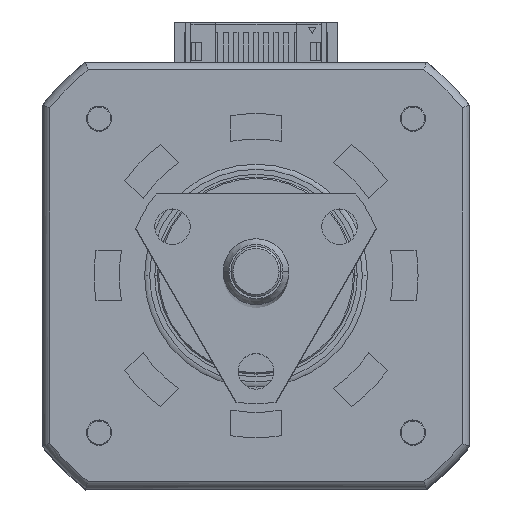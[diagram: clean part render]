
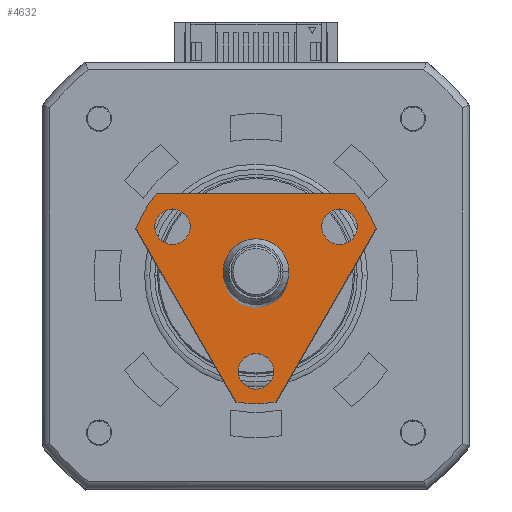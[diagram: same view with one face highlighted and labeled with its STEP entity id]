
A CAD part, top view. The second image highlights one B-rep face of the part: STEP entity #4632.
In plain terms, the highlighted planar face has unit normal (0, 0, 1).
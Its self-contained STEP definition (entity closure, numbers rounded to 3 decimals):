
#175 = DIRECTION ( 'NONE',  ( 0., 0., 1. ) ) ;
#291 = EDGE_CURVE ( 'NONE', #33950, #22512, #34719, .T. ) ;
#444 = ORIENTED_EDGE ( 'NONE', *, *, #30749, .F. ) ;
#453 = VERTEX_POINT ( 'NONE', #28382 ) ;
#711 = ORIENTED_EDGE ( 'NONE', *, *, #12886, .F. ) ;
#878 = ORIENTED_EDGE ( 'NONE', *, *, #291, .F. ) ;
#885 = FACE_BOUND ( 'NONE', #17530, .T. ) ;
#972 = LINE ( 'NONE', #11095, #22396 ) ;
#1583 = CARTESIAN_POINT ( 'NONE',  ( 7.775, 0., 34. ) ) ;
#1893 = CIRCLE ( 'NONE', #18134, 12.7 ) ;
#1969 = DIRECTION ( 'NONE',  ( 1., 0., 0. ) ) ;
#2252 = CIRCLE ( 'NONE', #33467, 3. ) ;
#2280 = VERTEX_POINT ( 'NONE', #8896 ) ;
#2381 = DIRECTION ( 'NONE',  ( 0., 0., -1. ) ) ;
#2440 = CARTESIAN_POINT ( 'NONE',  ( -3., 0., 34. ) ) ;
#2470 = AXIS2_PLACEMENT_3D ( 'NONE', #18298, #17828, #4217 ) ;
#2821 = ORIENTED_EDGE ( 'NONE', *, *, #9294, .F. ) ;
#3076 = DIRECTION ( 'NONE',  ( -0.866, -0.5, 0. ) ) ;
#3371 = ORIENTED_EDGE ( 'NONE', *, *, #22871, .F. ) ;
#3874 = DIRECTION ( 'NONE',  ( 0., 0., 1. ) ) ;
#4217 = DIRECTION ( 'NONE',  ( 1., 0., 0. ) ) ;
#4632 = ADVANCED_FACE ( 'NONE', ( #885, #27571, #16638, #13995, #8307 ), #32155, .F. ) ;
#4741 = VERTEX_POINT ( 'NONE', #2440 ) ;
#4899 = EDGE_CURVE ( 'NONE', #27547, #29544, #28859, .T. ) ;
#5045 = AXIS2_PLACEMENT_3D ( 'NONE', #27067, #21426, #15917 ) ;
#5357 = DIRECTION ( 'NONE',  ( 0., 0., 1. ) ) ;
#6031 = ORIENTED_EDGE ( 'NONE', *, *, #11165, .F. ) ;
#6122 = CARTESIAN_POINT ( 'NONE',  ( -8., -9.864, 34. ) ) ;
#6470 = EDGE_CURVE ( 'NONE', #25778, #23555, #14393, .T. ) ;
#6538 = CARTESIAN_POINT ( 'NONE',  ( -8., 9.864, 34. ) ) ;
#7297 = CIRCLE ( 'NONE', #33940, 12.7 ) ;
#7480 = DIRECTION ( 'NONE',  ( -1., 0., 0. ) ) ;
#7513 = DIRECTION ( 'NONE',  ( 0., 0., -1. ) ) ;
#7676 = ORIENTED_EDGE ( 'NONE', *, *, #30522, .F. ) ;
#7773 = CARTESIAN_POINT ( 'NONE',  ( 0., 0., 34. ) ) ;
#7934 = CARTESIAN_POINT ( 'NONE',  ( 0., 0., 34. ) ) ;
#8085 = EDGE_LOOP ( 'NONE', ( #2821, #878 ) ) ;
#8305 = DIRECTION ( 'NONE',  ( 0.866, -0.5, 0. ) ) ;
#8307 = FACE_OUTER_BOUND ( 'NONE', #30263, .T. ) ;
#8585 = DIRECTION ( 'NONE',  ( -1., 0., 0. ) ) ;
#8896 = CARTESIAN_POINT ( 'NONE',  ( 3., 0., 34. ) ) ;
#8928 = EDGE_CURVE ( 'NONE', #15497, #17427, #1893, .T. ) ;
#9243 = VERTEX_POINT ( 'NONE', #25474 ) ;
#9294 = EDGE_CURVE ( 'NONE', #22512, #33950, #16319, .T. ) ;
#9454 = CIRCLE ( 'NONE', #10554, 12.7 ) ;
#10187 = CARTESIAN_POINT ( 'NONE',  ( -6.512, -8.249, 34. ) ) ;
#10554 = AXIS2_PLACEMENT_3D ( 'NONE', #7934, #13921, #10717 ) ;
#10717 = DIRECTION ( 'NONE',  ( 1., 0., 0. ) ) ;
#11042 = AXIS2_PLACEMENT_3D ( 'NONE', #22145, #5357, #24951 ) ;
#11095 = CARTESIAN_POINT ( 'NONE',  ( -8., 0., 34. ) ) ;
#11165 = EDGE_CURVE ( 'NONE', #453, #15497, #23136, .T. ) ;
#11476 = CARTESIAN_POINT ( 'NONE',  ( 9.525, 0., 34. ) ) ;
#11655 = AXIS2_PLACEMENT_3D ( 'NONE', #24607, #26445, #7480 ) ;
#12358 = VERTEX_POINT ( 'NONE', #10187 ) ;
#12548 = EDGE_CURVE ( 'NONE', #29544, #27547, #25144, .T. ) ;
#12886 = EDGE_CURVE ( 'NONE', #12358, #24956, #30326, .T. ) ;
#13572 = CIRCLE ( 'NONE', #11042, 3. ) ;
#13592 = DIRECTION ( 'NONE',  ( 0., 0., 1. ) ) ;
#13708 = CARTESIAN_POINT ( 'NONE',  ( -4.762, 8.249, 34. ) ) ;
#13787 = ORIENTED_EDGE ( 'NONE', *, *, #4899, .F. ) ;
#13864 = ORIENTED_EDGE ( 'NONE', *, *, #12548, .F. ) ;
#13921 = DIRECTION ( 'NONE',  ( 0., 0., -1. ) ) ;
#13995 = FACE_BOUND ( 'NONE', #8085, .T. ) ;
#14393 = CIRCLE ( 'NONE', #2470, 12.7 ) ;
#14455 = CARTESIAN_POINT ( 'NONE',  ( 12.542, -1.996, 34. ) ) ;
#14538 = DIRECTION ( 'NONE',  ( 0., 0., 1. ) ) ;
#15497 = VERTEX_POINT ( 'NONE', #26379 ) ;
#15917 = DIRECTION ( 'NONE',  ( -1., 0., 0. ) ) ;
#16089 = DIRECTION ( 'NONE',  ( 1., 0., 0. ) ) ;
#16319 = CIRCLE ( 'NONE', #23569, 1.75 ) ;
#16578 = VECTOR ( 'NONE', #3076, 1000. ) ;
#16638 = FACE_BOUND ( 'NONE', #32125, .T. ) ;
#16907 = DIRECTION ( 'NONE',  ( -1., 0., 0. ) ) ;
#16917 = CARTESIAN_POINT ( 'NONE',  ( -4.762, 8.249, 34. ) ) ;
#17427 = VERTEX_POINT ( 'NONE', #6122 ) ;
#17530 = EDGE_LOOP ( 'NONE', ( #25380, #30837 ) ) ;
#17584 = EDGE_CURVE ( 'NONE', #9243, #32636, #9454, .T. ) ;
#17828 = DIRECTION ( 'NONE',  ( 0., 0., -1. ) ) ;
#18134 = AXIS2_PLACEMENT_3D ( 'NONE', #32425, #7513, #35338 ) ;
#18298 = CARTESIAN_POINT ( 'NONE',  ( 0., 0., 34. ) ) ;
#18741 = DIRECTION ( 'NONE',  ( 0., 0., 1. ) ) ;
#19365 = EDGE_CURVE ( 'NONE', #2280, #4741, #13572, .T. ) ;
#19473 = DIRECTION ( 'NONE',  ( 0., 0., 1. ) ) ;
#19482 = DIRECTION ( 'NONE',  ( -1., 0., 0. ) ) ;
#19709 = AXIS2_PLACEMENT_3D ( 'NONE', #13708, #19473, #16907 ) ;
#20185 = ORIENTED_EDGE ( 'NONE', *, *, #17584, .F. ) ;
#20840 = EDGE_LOOP ( 'NONE', ( #711, #7676 ) ) ;
#21356 = AXIS2_PLACEMENT_3D ( 'NONE', #26276, #3874, #31846 ) ;
#21426 = DIRECTION ( 'NONE',  ( 0., 0., -1. ) ) ;
#21521 = CARTESIAN_POINT ( 'NONE',  ( 11.275, 0., 34. ) ) ;
#22145 = CARTESIAN_POINT ( 'NONE',  ( 0., 0., 34. ) ) ;
#22271 = ORIENTED_EDGE ( 'NONE', *, *, #6470, .F. ) ;
#22396 = VECTOR ( 'NONE', #33696, 1000. ) ;
#22512 = VERTEX_POINT ( 'NONE', #34447 ) ;
#22621 = DIRECTION ( 'NONE',  ( -1., 0., 0. ) ) ;
#22871 = EDGE_CURVE ( 'NONE', #17427, #25778, #972, .T. ) ;
#23136 = LINE ( 'NONE', #14455, #16578 ) ;
#23498 = CIRCLE ( 'NONE', #21356, 1.75 ) ;
#23555 = VERTEX_POINT ( 'NONE', #32618 ) ;
#23569 = AXIS2_PLACEMENT_3D ( 'NONE', #16917, #175, #8585 ) ;
#24507 = CARTESIAN_POINT ( 'NONE',  ( 0., 0., 34. ) ) ;
#24607 = CARTESIAN_POINT ( 'NONE',  ( -4.762, -8.249, 34. ) ) ;
#24951 = DIRECTION ( 'NONE',  ( 1., 0., 0. ) ) ;
#24956 = VERTEX_POINT ( 'NONE', #34049 ) ;
#25144 = CIRCLE ( 'NONE', #27844, 1.75 ) ;
#25380 = ORIENTED_EDGE ( 'NONE', *, *, #19365, .F. ) ;
#25474 = CARTESIAN_POINT ( 'NONE',  ( 12.542, 1.996, 34. ) ) ;
#25533 = CARTESIAN_POINT ( 'NONE',  ( 12.7, 0., 34. ) ) ;
#25778 = VERTEX_POINT ( 'NONE', #6538 ) ;
#26165 = ORIENTED_EDGE ( 'NONE', *, *, #8928, .F. ) ;
#26276 = CARTESIAN_POINT ( 'NONE',  ( -4.762, -8.249, 34. ) ) ;
#26379 = CARTESIAN_POINT ( 'NONE',  ( -4.542, -11.86, 34. ) ) ;
#26445 = DIRECTION ( 'NONE',  ( 0., 0., 1. ) ) ;
#27005 = LINE ( 'NONE', #36133, #35246 ) ;
#27067 = CARTESIAN_POINT ( 'NONE',  ( 0., 0., 34. ) ) ;
#27547 = VERTEX_POINT ( 'NONE', #1583 ) ;
#27571 = FACE_BOUND ( 'NONE', #20840, .T. ) ;
#27844 = AXIS2_PLACEMENT_3D ( 'NONE', #30325, #13592, #19482 ) ;
#28382 = CARTESIAN_POINT ( 'NONE',  ( 12.542, -1.996, 34. ) ) ;
#28801 = EDGE_CURVE ( 'NONE', #4741, #2280, #2252, .T. ) ;
#28859 = CIRCLE ( 'NONE', #32572, 1.75 ) ;
#29544 = VERTEX_POINT ( 'NONE', #21521 ) ;
#30161 = EDGE_CURVE ( 'NONE', #23555, #9243, #27005, .T. ) ;
#30263 = EDGE_LOOP ( 'NONE', ( #31319, #22271, #3371, #26165, #6031, #444, #20185 ) ) ;
#30325 = CARTESIAN_POINT ( 'NONE',  ( 9.525, 0., 34. ) ) ;
#30326 = CIRCLE ( 'NONE', #11655, 1.75 ) ;
#30522 = EDGE_CURVE ( 'NONE', #24956, #12358, #23498, .T. ) ;
#30749 = EDGE_CURVE ( 'NONE', #32636, #453, #7297, .T. ) ;
#30837 = ORIENTED_EDGE ( 'NONE', *, *, #28801, .F. ) ;
#31319 = ORIENTED_EDGE ( 'NONE', *, *, #30161, .F. ) ;
#31846 = DIRECTION ( 'NONE',  ( -1., 0., 0. ) ) ;
#31888 = CARTESIAN_POINT ( 'NONE',  ( -3.012, 8.249, 34. ) ) ;
#32125 = EDGE_LOOP ( 'NONE', ( #13787, #13864 ) ) ;
#32155 = PLANE ( 'NONE',  #5045 ) ;
#32425 = CARTESIAN_POINT ( 'NONE',  ( 0., 0., 34. ) ) ;
#32572 = AXIS2_PLACEMENT_3D ( 'NONE', #11476, #14538, #22621 ) ;
#32618 = CARTESIAN_POINT ( 'NONE',  ( -4.542, 11.86, 34. ) ) ;
#32636 = VERTEX_POINT ( 'NONE', #25533 ) ;
#33467 = AXIS2_PLACEMENT_3D ( 'NONE', #24507, #18741, #1969 ) ;
#33696 = DIRECTION ( 'NONE',  ( 0., 1., 0. ) ) ;
#33940 = AXIS2_PLACEMENT_3D ( 'NONE', #7773, #2381, #16089 ) ;
#33950 = VERTEX_POINT ( 'NONE', #31888 ) ;
#34049 = CARTESIAN_POINT ( 'NONE',  ( -3.012, -8.249, 34. ) ) ;
#34447 = CARTESIAN_POINT ( 'NONE',  ( -6.512, 8.249, 34. ) ) ;
#34719 = CIRCLE ( 'NONE', #19709, 1.75 ) ;
#35246 = VECTOR ( 'NONE', #8305, 1000. ) ;
#35338 = DIRECTION ( 'NONE',  ( 1., 0., 0. ) ) ;
#36133 = CARTESIAN_POINT ( 'NONE',  ( -4.542, 11.86, 34. ) ) ;
